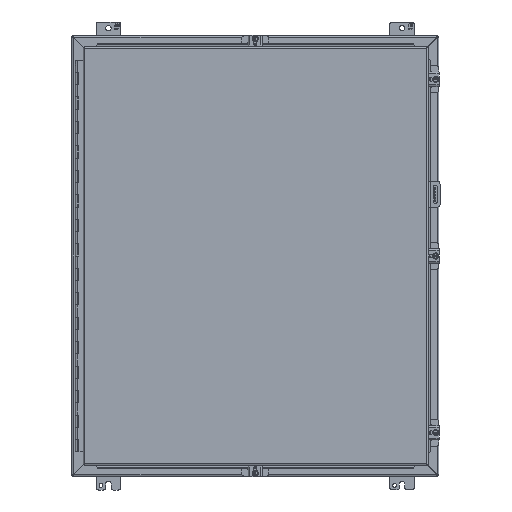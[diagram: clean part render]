
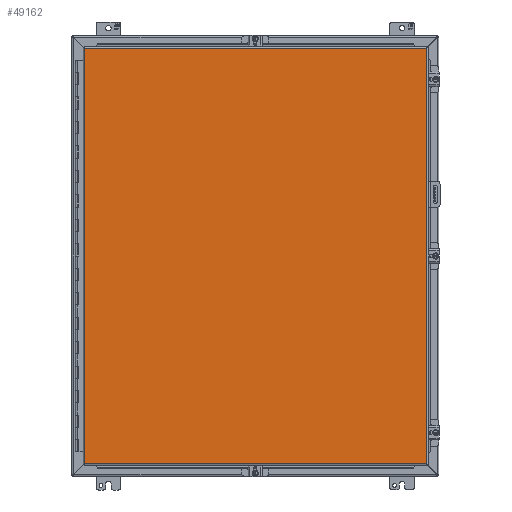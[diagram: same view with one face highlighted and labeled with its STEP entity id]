
A CAD part, front view. The second image highlights one B-rep face of the part: STEP entity #49162.
In plain terms, the highlighted planar face has unit normal (0, -1, 0).
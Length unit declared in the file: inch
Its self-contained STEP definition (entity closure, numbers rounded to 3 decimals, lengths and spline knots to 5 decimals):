
#345 = EDGE_LOOP ( 'NONE', ( #5254, #45406, #44479, #11545 ) ) ;
#1490 = CARTESIAN_POINT ( 'NONE',  ( 14.018, -7.174, 34.9945 ) ) ;
#2812 = CARTESIAN_POINT ( 'NONE',  ( -13.954, -7.174, 1.0055 ) ) ;
#2971 = CARTESIAN_POINT ( 'NONE',  ( -13.954, -7.174, 1.0055 ) ) ;
#4215 = VERTEX_POINT ( 'NONE', #56841 ) ;
#4449 = VECTOR ( 'NONE', #37732, 39.37008 ) ;
#4649 = CARTESIAN_POINT ( 'NONE',  ( 14.018, -7.174, 1.0055 ) ) ;
#5254 = ORIENTED_EDGE ( 'NONE', *, *, #36893, .F. ) ;
#5756 = LINE ( 'NONE', #23916, #45964 ) ;
#5957 = CARTESIAN_POINT ( 'NONE',  ( 14.018, -7.174, 34.9945 ) ) ;
#7840 = CARTESIAN_POINT ( 'NONE',  ( -13.954, -7.174, 34.9945 ) ) ;
#8363 = VECTOR ( 'NONE', #52766, 39.37008 ) ;
#9493 = EDGE_CURVE ( 'NONE', #29483, #4215, #51417, .T. ) ;
#11545 = ORIENTED_EDGE ( 'NONE', *, *, #49893, .F. ) ;
#14601 = DIRECTION ( 'NONE',  ( 0., 0., -1. ) ) ;
#18089 = VERTEX_POINT ( 'NONE', #5957 ) ;
#21799 = LINE ( 'NONE', #7840, #8363 ) ;
#23916 = CARTESIAN_POINT ( 'NONE',  ( 14.018, -7.174, 1.0055 ) ) ;
#26479 = VECTOR ( 'NONE', #14601, 39.37008 ) ;
#27989 = LINE ( 'NONE', #1490, #26479 ) ;
#29483 = VERTEX_POINT ( 'NONE', #2812 ) ;
#36893 = EDGE_CURVE ( 'NONE', #18089, #38998, #27989, .T. ) ;
#37124 = CARTESIAN_POINT ( 'NONE',  ( -13.954, -7.174, 1.0055 ) ) ;
#37732 = DIRECTION ( 'NONE',  ( 0., 0., 1. ) ) ;
#38171 = DIRECTION ( 'NONE',  ( -1., 0., 0. ) ) ;
#38998 = VERTEX_POINT ( 'NONE', #4649 ) ;
#39268 = DIRECTION ( 'NONE',  ( 0., 0., -1. ) ) ;
#40214 = AXIS2_PLACEMENT_3D ( 'NONE', #2971, #43151, #39268 ) ;
#42848 = PLANE ( 'NONE',  #40214 ) ;
#43151 = DIRECTION ( 'NONE',  ( 0., -1., 0. ) ) ;
#44479 = ORIENTED_EDGE ( 'NONE', *, *, #9493, .F. ) ;
#45406 = ORIENTED_EDGE ( 'NONE', *, *, #55850, .F. ) ;
#45964 = VECTOR ( 'NONE', #38171, 39.37008 ) ;
#49162 = ADVANCED_FACE ( 'NONE', ( #57120 ), #42848, .T. ) ;
#49893 = EDGE_CURVE ( 'NONE', #38998, #29483, #5756, .T. ) ;
#51417 = LINE ( 'NONE', #37124, #4449 ) ;
#52766 = DIRECTION ( 'NONE',  ( 1., 0., 0. ) ) ;
#55850 = EDGE_CURVE ( 'NONE', #4215, #18089, #21799, .T. ) ;
#56841 = CARTESIAN_POINT ( 'NONE',  ( -13.954, -7.174, 34.9945 ) ) ;
#57120 = FACE_OUTER_BOUND ( 'NONE', #345, .T. ) ;
